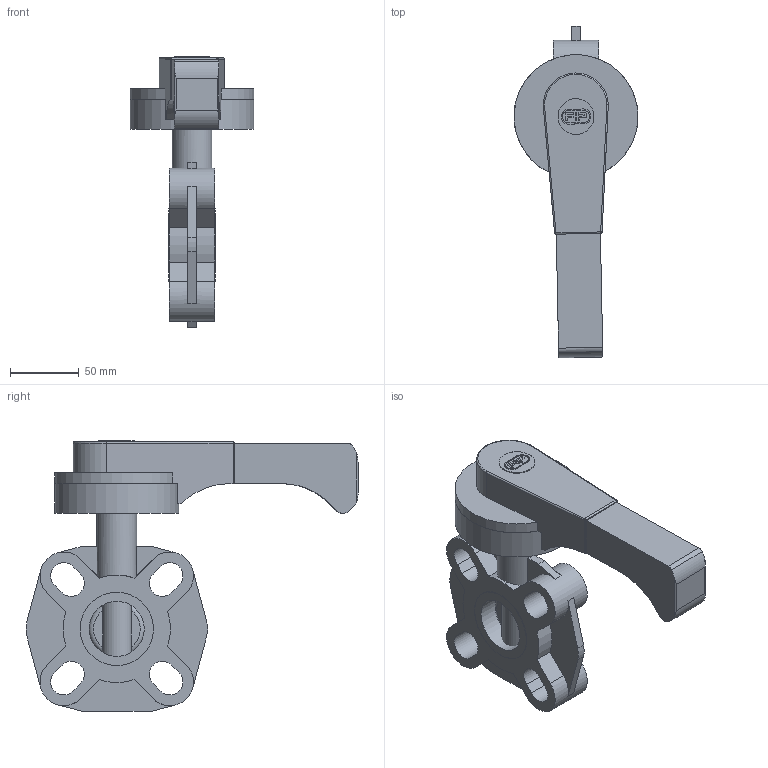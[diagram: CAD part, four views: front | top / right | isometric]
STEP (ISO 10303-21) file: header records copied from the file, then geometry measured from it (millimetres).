
FILE_DESCRIPTION(/* description */ (''),/* implementation_level */ '2;1');
FILE_NAME(/* name */ 'FEOVLM050E.iam.stp',/* time_stamp */ '2013-10-01T10:17:11+02:00',/* author */ ('bfaro'),/* organization */ (''),/* preprocessor_version */ 'ST-DEVELOPER v15.2',/* originating_system */ 'Autodesk Inventor 2014',/* authorisation */ '');
FILE_SCHEMA (('AUTOMOTIVE_DESIGN { 1 0 10303 214 3 1 1 }'));
Length unit declared in the file: millimetre
Products named in the file (5): cassa FE 050; Disco FE-FK 050; Maniglia 50-63-75; Piastrina 40; FEOVLM050E
Bounding box: 90 x 241.16 x 196.72 mm (x, y, z)
Volume: 690202.8 mm3; surface area: 116720.1 mm2
Topology: 4 solids, 4 shells, 179 faces, 474 edges, 312 vertices
Faces by surface type: plane 103, cylinder 71, torus 3, sphere 2
Full cylindrical faces by diameter (mm): 22 x1, 26.1 x1, 29 x1, 40 x1, 53.2 x2, 90 x1
Entity records: 5822 total; most frequent: CARTESIAN_POINT 1135, DIRECTION 988, ORIENTED_EDGE 928, EDGE_CURVE 464, AXIS2_PLACEMENT_3D 348, VERTEX_POINT 311, LINE 292, VECTOR 292
